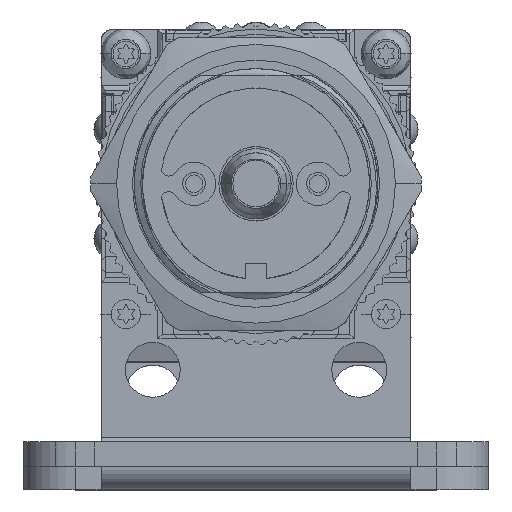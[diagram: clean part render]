
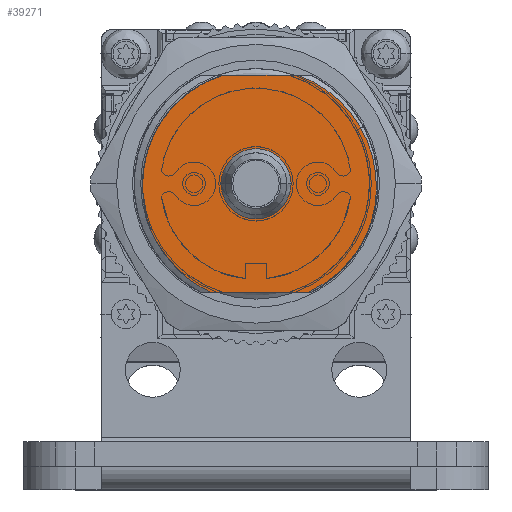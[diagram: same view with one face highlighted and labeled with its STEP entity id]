
A CAD part, top view. The second image highlights one B-rep face of the part: STEP entity #39271.
In plain terms, the highlighted face is planar.
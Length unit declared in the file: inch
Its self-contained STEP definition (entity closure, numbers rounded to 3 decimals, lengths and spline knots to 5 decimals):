
#28701=CARTESIAN_POINT('',(-0.21933,0.525,-1.26));
#28712=CARTESIAN_POINT('',(0.25284,0.525,-1.26));
#28936=CARTESIAN_POINT('',(0.47255,0.35411,-1.26));
#28944=CARTESIAN_POINT('',(0.,0.,-1.26));
#28945=DIRECTION('',(0.,0.,-1.));
#28946=DIRECTION('',(0.8,0.6,0.));
#28947=AXIS2_PLACEMENT_3D('',#28944,#28945,#28946);
#28956=CARTESIAN_POINT('',(0.5306,0.25913,-1.26));
#29710=CARTESIAN_POINT('',(0.25284,0.525,-1.26));
#29711=CARTESIAN_POINT('',(0.26998,0.51733,-1.26));
#29712=CARTESIAN_POINT('',(0.30334,0.50041,-1.26));
#29713=CARTESIAN_POINT('',(0.35091,0.47024,-1.26));
#29714=CARTESIAN_POINT('',(0.39531,0.43568,-1.26));
#29715=CARTESIAN_POINT('',(0.43624,0.397,-1.26));
#29716=CARTESIAN_POINT('',(0.46087,0.36882,-1.26));
#29717=CARTESIAN_POINT('',(0.47255,0.35411,-1.26));
#29719=DIRECTION('',(1.,0.,0.));
#29720=VECTOR('',#29719,0.47217);
#29721=CARTESIAN_POINT('',(-0.21933,0.525,-1.26));
#29722=LINE('',#29721,#29720);
#29723=CARTESIAN_POINT('',(-0.54953,-0.00892,-1.26));
#29724=CARTESIAN_POINT('',(-0.55038,0.00977,-1.26));
#29725=CARTESIAN_POINT('',(-0.55019,0.04701,-1.26));
#29726=CARTESIAN_POINT('',(-0.54425,0.10265,-1.26));
#29727=CARTESIAN_POINT('',(-0.53271,0.1574,-1.26));
#29728=CARTESIAN_POINT('',(-0.51574,0.21067,-1.26));
#29729=CARTESIAN_POINT('',(-0.4934,0.2622,-1.26));
#29730=CARTESIAN_POINT('',(-0.46624,0.31081,-1.26));
#29731=CARTESIAN_POINT('',(-0.43429,0.35672,-1.26));
#29732=CARTESIAN_POINT('',(-0.39606,0.4013,-1.26));
#29733=CARTESIAN_POINT('',(-0.34999,0.44465,-1.26));
#29734=CARTESIAN_POINT('',(-0.29295,0.48696,-1.26));
#29735=CARTESIAN_POINT('',(-0.24558,0.51315,-1.26));
#29736=CARTESIAN_POINT('',(-0.21933,0.525,-1.26));
#29738=CARTESIAN_POINT('',(-0.25848,-0.48503,-1.26));
#29739=CARTESIAN_POINT('',(-0.28398,-0.47143,-1.26));
#29740=CARTESIAN_POINT('',(-0.3316,-0.44104,-1.26));
#29741=CARTESIAN_POINT('',(-0.39527,-0.38484,-1.26));
#29742=CARTESIAN_POINT('',(-0.44573,-0.32437,-1.26));
#29743=CARTESIAN_POINT('',(-0.48326,-0.26465,-1.26));
#29744=CARTESIAN_POINT('',(-0.51152,-0.20457,-1.26));
#29745=CARTESIAN_POINT('',(-0.5324,-0.14178,-1.26));
#29746=CARTESIAN_POINT('',(-0.54575,-0.07565,-1.26));
#29747=CARTESIAN_POINT('',(-0.54916,-0.03131,-1.26));
#29748=CARTESIAN_POINT('',(-0.54953,-0.00892,-1.26));
#29750=CARTESIAN_POINT('',(-0.17187,-0.525,-1.26));
#29751=CARTESIAN_POINT('',(-0.18186,-0.5214,-1.26));
#29752=CARTESIAN_POINT('',(-0.2016,-0.51364,-1.26));
#29753=CARTESIAN_POINT('',(-0.23054,-0.50029,-1.26));
#29754=CARTESIAN_POINT('',(-0.24925,-0.4903,-1.26));
#29755=CARTESIAN_POINT('',(-0.25848,-0.48503,-1.26));
#29757=DIRECTION('',(1.,0.,0.));
#29758=VECTOR('',#29757,0.37691);
#29759=CARTESIAN_POINT('',(-0.17187,-0.525,-1.26));
#29760=LINE('',#29759,#29758);
#29761=CARTESIAN_POINT('',(0.5306,0.25913,-1.26));
#29762=CARTESIAN_POINT('',(0.54182,0.23446,-1.26));
#29763=CARTESIAN_POINT('',(0.56063,0.18416,-1.26));
#29764=CARTESIAN_POINT('',(0.57835,0.1055,-1.26));
#29765=CARTESIAN_POINT('',(0.58511,0.02507,-1.26));
#29766=CARTESIAN_POINT('',(0.58081,-0.05494,-1.26));
#29767=CARTESIAN_POINT('',(0.56565,-0.13351,-1.26));
#29768=CARTESIAN_POINT('',(0.53963,-0.20971,-1.26));
#29769=CARTESIAN_POINT('',(0.50366,-0.2808,-1.26));
#29770=CARTESIAN_POINT('',(0.45876,-0.34571,-1.26));
#29771=CARTESIAN_POINT('',(0.40493,-0.40423,-1.26));
#29772=CARTESIAN_POINT('',(0.3445,-0.45403,-1.26));
#29773=CARTESIAN_POINT('',(0.27714,-0.49543,-1.26));
#29774=CARTESIAN_POINT('',(0.22962,-0.51621,-1.26));
#29775=CARTESIAN_POINT('',(0.20504,-0.525,-1.26));
#29777=CARTESIAN_POINT('',(0.,0.,-1.26));
#29778=DIRECTION('',(0.,0.,1.));
#29779=DIRECTION('',(1.,0.,0.));
#29780=AXIS2_PLACEMENT_3D('',#29777,#29778,#29779);
#29782=CARTESIAN_POINT('',(0.,0.,-1.26));
#29783=DIRECTION('',(0.,0.,1.));
#29784=DIRECTION('',(-1.,0.,0.));
#29785=AXIS2_PLACEMENT_3D('',#29782,#29783,#29784);
#29798=CARTESIAN_POINT('',(0.20504,-0.525,-1.26));
#29808=CARTESIAN_POINT('',(-0.17187,-0.525,-1.26));
#32807=VERTEX_POINT('',#29808);
#32808=VERTEX_POINT('',#29798);
#32840=VERTEX_POINT('',#28936);
#32846=VERTEX_POINT('',#28956);
#32914=VERTEX_POINT('',#28712);
#32915=VERTEX_POINT('',#28701);
#33108=VERTEX_POINT('',#29723);
#33109=VERTEX_POINT('',#29755);
#33364=CARTESIAN_POINT('',(0.15,0.,-1.26));
#33365=CARTESIAN_POINT('',(-0.15,0.,-1.26));
#33366=VERTEX_POINT('',#33364);
#33367=VERTEX_POINT('',#33365);
#39249=CARTESIAN_POINT('',(0.,0.,-1.26));
#39250=DIRECTION('',(0.,0.,1.));
#39251=DIRECTION('',(1.,0.,0.));
#39252=AXIS2_PLACEMENT_3D('',#39249,#39250,#39251);
#39253=PLANE('',#39252);
#39254=ORIENTED_EDGE('',*,*,#38946,.F.);
#39255=ORIENTED_EDGE('',*,*,#36828,.F.);
#39256=ORIENTED_EDGE('',*,*,#36065,.F.);
#39257=ORIENTED_EDGE('',*,*,#36676,.F.);
#39258=ORIENTED_EDGE('',*,*,#37881,.F.);
#39259=ORIENTED_EDGE('',*,*,#38633,.F.);
#39261=ORIENTED_EDGE('',*,*,#39260,.T.);
#39262=ORIENTED_EDGE('',*,*,#38182,.F.);
#39263=EDGE_LOOP('',(#39254,#39255,#39256,#39257,#39258,#39259,#39261,#39262));
#39264=FACE_OUTER_BOUND('',#39263,.F.);
#39266=ORIENTED_EDGE('',*,*,#39265,.F.);
#39268=ORIENTED_EDGE('',*,*,#39267,.F.);
#39269=EDGE_LOOP('',(#39266,#39268));
#39270=FACE_BOUND('',#39269,.F.);
#39271=ADVANCED_FACE('',(#39264,#39270),#39253,.F.);
#28948=CIRCLE('',#28947,0.5905);
#29718=B_SPLINE_CURVE_WITH_KNOTS('',3,(#29710,#29711,#29712,#29713,#29714,
#29715,#29716,#29717),.UNSPECIFIED.,.F.,.F.,(4,1,1,1,1,4),(0.,0.2,0.4,
0.6,0.8,1.),.UNSPECIFIED.);
#29737=B_SPLINE_CURVE_WITH_KNOTS('',3,(#29723,#29724,#29725,#29726,#29727,
#29728,#29729,#29730,#29731,#29732,#29733,#29734,#29735,#29736),.UNSPECIFIED.,
.F.,.F.,(4,1,1,1,1,1,1,1,1,1,1,4),(0.,0.09091,0.18182,
0.27273,0.36364,0.45455,0.54545,
0.63636,0.72727,0.81818,0.90909,1.),
.UNSPECIFIED.);
#29749=B_SPLINE_CURVE_WITH_KNOTS('',3,(#29738,#29739,#29740,#29741,#29742,
#29743,#29744,#29745,#29746,#29747,#29748),.UNSPECIFIED.,.F.,.F.,(4,1,1,1,1,1,1,
1,4),(0.,0.125,0.25,0.375,0.5,0.625,0.75,0.875,1.),
.UNSPECIFIED.);
#29756=B_SPLINE_CURVE_WITH_KNOTS('',3,(#29750,#29751,#29752,#29753,#29754,
#29755),.UNSPECIFIED.,.F.,.F.,(4,1,1,4),(0.,0.33333,
0.66667,1.),.UNSPECIFIED.);
#29776=B_SPLINE_CURVE_WITH_KNOTS('',3,(#29761,#29762,#29763,#29764,#29765,
#29766,#29767,#29768,#29769,#29770,#29771,#29772,#29773,#29774,#29775),
.UNSPECIFIED.,.F.,.F.,(4,1,1,1,1,1,1,1,1,1,1,1,4),(0.,0.08333,
0.16667,0.25,0.33333,0.41667,0.5,
0.58333,0.66667,0.75,0.83333,0.91667,
1.),.UNSPECIFIED.);
#29781=CIRCLE('',#29780,0.15);
#29786=CIRCLE('',#29785,0.15);
#36065=EDGE_CURVE('',#32915,#32914,#29722,.T.);
#36676=EDGE_CURVE('',#33108,#32915,#29737,.T.);
#36828=EDGE_CURVE('',#32914,#32840,#29718,.T.);
#37881=EDGE_CURVE('',#33109,#33108,#29749,.T.);
#38182=EDGE_CURVE('',#32846,#32808,#29776,.T.);
#38633=EDGE_CURVE('',#32807,#33109,#29756,.T.);
#38946=EDGE_CURVE('',#32840,#32846,#28948,.T.);
#39260=EDGE_CURVE('',#32807,#32808,#29760,.T.);
#39265=EDGE_CURVE('',#33366,#33367,#29781,.T.);
#39267=EDGE_CURVE('',#33367,#33366,#29786,.T.);
